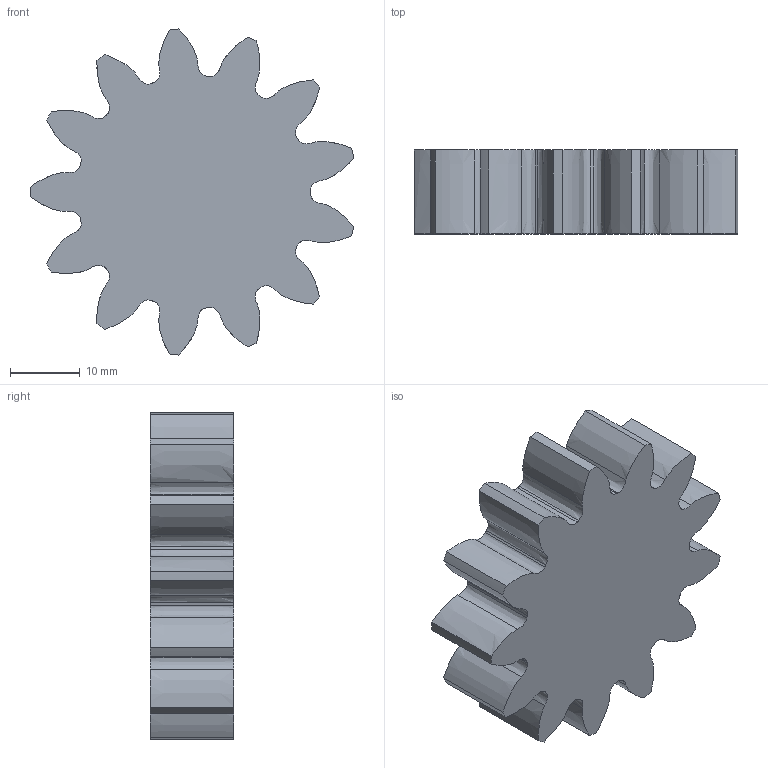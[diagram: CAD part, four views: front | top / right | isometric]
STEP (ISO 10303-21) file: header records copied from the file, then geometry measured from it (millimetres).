
FILE_DESCRIPTION(('STEP AP214'), '1');
FILE_NAME('Gear-vertical-small', '2020-03-15T00:44:26', (''), (''), 'ASCON STEP Converter 1.3', 'ASCON Math Kernel', '');
FILE_SCHEMA(('AUTOMOTIVE_DESIGN { 1 0 10303 214 3 1 1}'));
Length unit declared in the file: millimetre
Bounding box: 46.27 x 12 x 46.61 mm (x, y, z)
Volume: 15261.5 mm3; surface area: 5360.3 mm2
Topology: 1 solids, 1 shells, 80 faces, 234 edges, 156 vertices
Faces by surface type: extrusion 52, cylinder 26, plane 2
Entity records: 5149 total; most frequent: CARTESIAN_POINT 2499, ORIENTED_EDGE 468, DIRECTION 292, EDGE_CURVE 234, B_SPLINE_CURVE_WITH_KNOTS 156, VERTEX_POINT 156, VECTOR 130, AXIS2_PLACEMENT_3D 81
